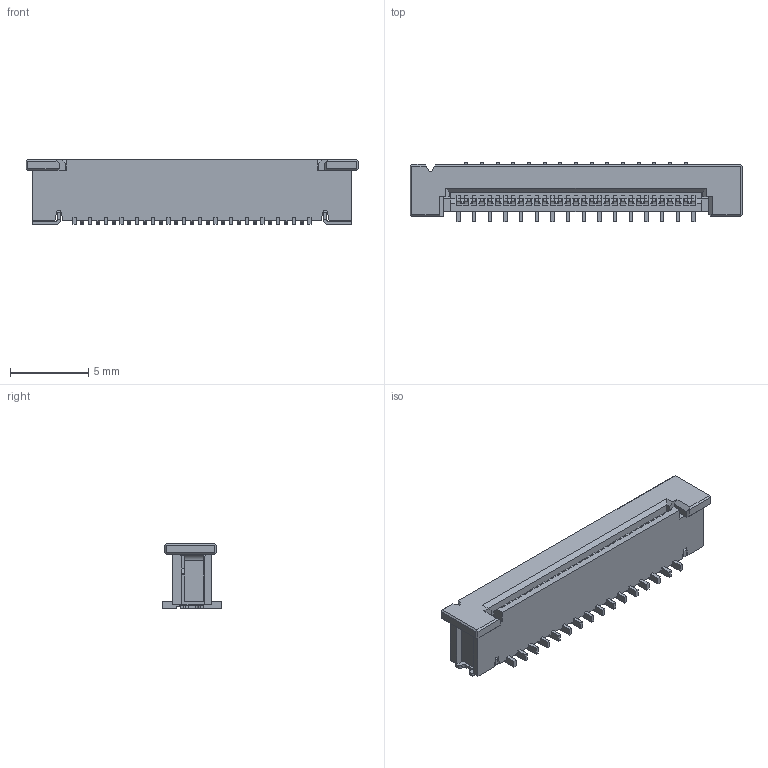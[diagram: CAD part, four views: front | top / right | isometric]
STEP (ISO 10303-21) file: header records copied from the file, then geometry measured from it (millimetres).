
FILE_DESCRIPTION((''),'2;1');
FILE_NAME('C-3-1734742-1','2009-05-28T',('workeradm'),(''),'PRO/ENGINEER BY PARAMETRIC TECHNOLOGY CORPORATION, 2008380','PRO/ENGINEER BY PARAMETRIC TECHNOLOGY CORPORATION, 2008380','');
FILE_SCHEMA(('AUTOMOTIVE_DESIGN { 1 0 10303 214 1 1 1 1 }'));
Length unit declared in the file: millimetre
Products named in the file (1): C-3-1734742-1
Bounding box: 21.2 x 3.8 x 4.15 mm (x, y, z)
Volume: 173.4 mm3; surface area: 728.5 mm2
Topology: 1 solids, 1 shells, 1266 faces, 3686 edges, 2407 vertices
Faces by surface type: plane 1138, cylinder 128
Entity records: 41156 total; most frequent: ORIENTED_EDGE 7372, CARTESIAN_POINT 7365, DIRECTION 6472, EDGE_CURVE 3686, VECTOR 3428, LINE 3428, VERTEX_POINT 2407, AXIS2_PLACEMENT_3D 1522
